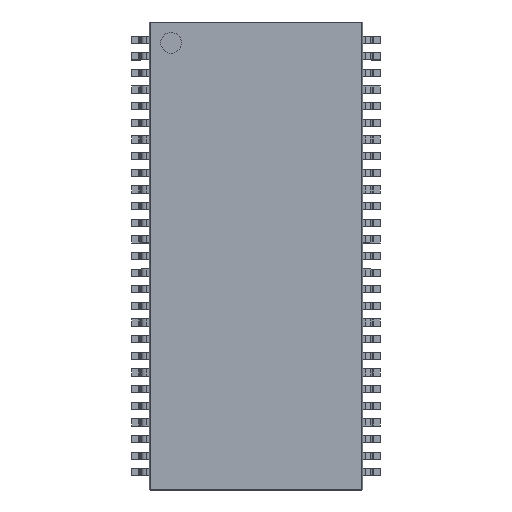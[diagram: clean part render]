
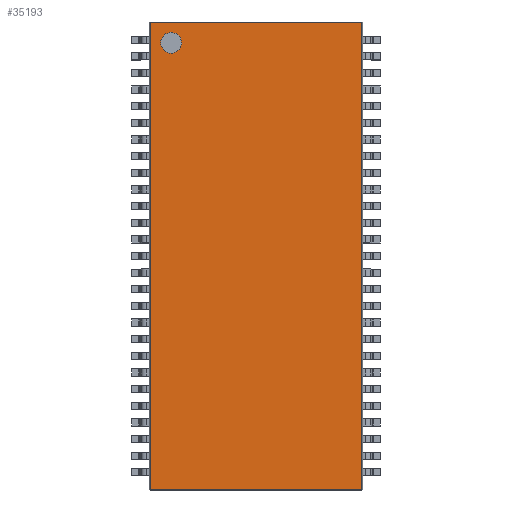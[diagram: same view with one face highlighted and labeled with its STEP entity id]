
A CAD part, top view. The second image highlights one B-rep face of the part: STEP entity #35193.
In plain terms, the highlighted planar face has unit normal (0, 0, 1).
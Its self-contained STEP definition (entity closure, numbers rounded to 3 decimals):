
#35019=CARTESIAN_POINT('',(-3.578,10.25,1.2));
#35020=VERTEX_POINT('',#35019);
#35036=CARTESIAN_POINT('',(-4.578,10.25,1.2));
#35037=VERTEX_POINT('',#35036);
#35044=CARTESIAN_POINT('',(-4.078,10.25,1.2));
#35045=DIRECTION('',(0.0,0.0,-1.0));
#35046=DIRECTION('',(1.0,0.0,0.0));
#35047=AXIS2_PLACEMENT_3D('',#35044,#35045,#35046);
#35048=CIRCLE('',#35047,0.5);
#35049=EDGE_CURVE('',#35020,#35037,#35048,.T.);
#35060=CARTESIAN_POINT('',(-4.078,10.25,1.2));
#35061=DIRECTION('',(0.0,0.0,-1.0));
#35062=DIRECTION('',(1.0,0.0,0.0));
#35063=AXIS2_PLACEMENT_3D('',#35060,#35061,#35062);
#35064=CIRCLE('',#35063,0.5);
#35065=EDGE_CURVE('',#35037,#35020,#35064,.T.);
#35133=CARTESIAN_POINT('',(5.078,11.25,1.2));
#35134=VERTEX_POINT('',#35133);
#35141=CARTESIAN_POINT('',(5.078,-11.25,1.2));
#35142=VERTEX_POINT('',#35141);
#35143=CARTESIAN_POINT('',(5.078,-11.25,1.2));
#35144=DIRECTION('',(0.0,1.0,0.0));
#35145=VECTOR('',#35144,22.5);
#35146=LINE('',#35143,#35145);
#35147=EDGE_CURVE('',#35142,#35134,#35146,.T.);
#35159=CARTESIAN_POINT('',(5.078,-11.25,1.2));
#35160=DIRECTION('',(0.0,0.0,1.0));
#35161=DIRECTION('',(0.0,-1.0,0.0));
#35162=AXIS2_PLACEMENT_3D('',#35159,#35160,#35161);
#35163=PLANE('',#35162);
#35164=CARTESIAN_POINT('',(-5.078,11.25,1.2));
#35165=VERTEX_POINT('',#35164);
#35166=CARTESIAN_POINT('',(5.078,11.25,1.2));
#35167=DIRECTION('',(-1.0,0.0,0.0));
#35168=VECTOR('',#35167,10.156);
#35169=LINE('',#35166,#35168);
#35170=EDGE_CURVE('',#35134,#35165,#35169,.T.);
#35171=ORIENTED_EDGE('',*,*,#35170,.T.);
#35172=CARTESIAN_POINT('',(-5.078,-11.25,1.2));
#35173=VERTEX_POINT('',#35172);
#35174=CARTESIAN_POINT('',(-5.078,-11.25,1.2));
#35175=DIRECTION('',(0.0,1.0,0.0));
#35176=VECTOR('',#35175,22.5);
#35177=LINE('',#35174,#35176);
#35178=EDGE_CURVE('',#35173,#35165,#35177,.T.);
#35179=ORIENTED_EDGE('',*,*,#35178,.F.);
#35180=CARTESIAN_POINT('',(-5.078,-11.25,1.2));
#35181=DIRECTION('',(1.0,0.0,0.0));
#35182=VECTOR('',#35181,10.156);
#35183=LINE('',#35180,#35182);
#35184=EDGE_CURVE('',#35173,#35142,#35183,.T.);
#35185=ORIENTED_EDGE('',*,*,#35184,.T.);
#35186=ORIENTED_EDGE('',*,*,#35147,.T.);
#35187=EDGE_LOOP('',(#35171,#35179,#35185,#35186));
#35188=FACE_OUTER_BOUND('',#35187,.T.);
#35189=ORIENTED_EDGE('',*,*,#35049,.T.);
#35190=ORIENTED_EDGE('',*,*,#35065,.T.);
#35191=EDGE_LOOP('',(#35189,#35190));
#35192=FACE_BOUND('',#35191,.T.);
#35193=ADVANCED_FACE('',(#35188,#35192),#35163,.T.);
